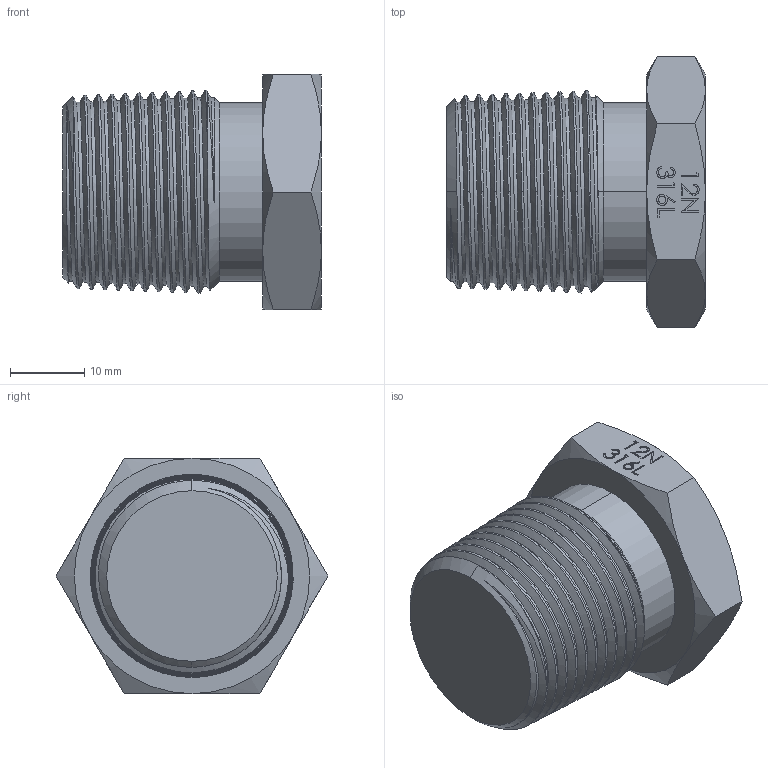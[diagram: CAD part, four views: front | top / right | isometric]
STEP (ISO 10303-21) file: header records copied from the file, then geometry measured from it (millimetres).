
FILE_DESCRIPTION (( 'STEP AP203' ), '1' );
FILE_NAME ('AD-12MNGTSS-BL.step', '2025-11-20T15:16:52', ( '' ), ( '' ), 'SwSTEP 2.0', 'SolidWorks 2018', '' );
FILE_SCHEMA (( 'CONFIG_CONTROL_DESIGN' ));
Length unit declared in the file: inch
Products named in the file (1): AD-12MNGTSS-BL
Bounding box: 34.92 x 36.66 x 31.75 mm (x, y, z)
Volume: 20415.9 mm3; surface area: 5624 mm2
Topology: 1 solids, 1 shells, 128 faces, 337 edges, 220 vertices
Faces by surface type: plane 57, cone 37, bspline 32, cylinder 2
Entity records: 11813 total; most frequent: CARTESIAN_POINT 8919, ORIENTED_EDGE 674, DIRECTION 415, EDGE_CURVE 337, VERTEX_POINT 220, LINE 181, VECTOR 181, EDGE_LOOP 137
